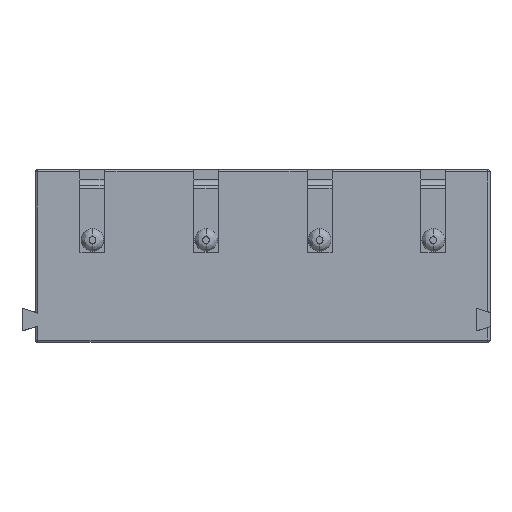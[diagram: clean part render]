
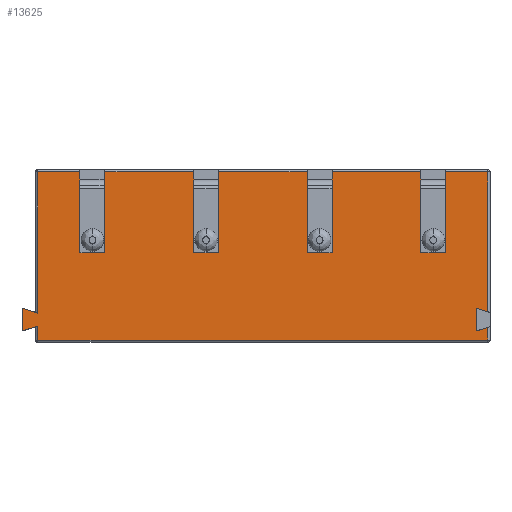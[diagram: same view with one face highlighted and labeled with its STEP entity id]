
A CAD part, front view. The second image highlights one B-rep face of the part: STEP entity #13625.
In plain terms, the highlighted planar face has unit normal (0, -1, 0).
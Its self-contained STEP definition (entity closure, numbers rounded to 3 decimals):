
#3626=DIRECTION('',(0.,0.,1.));
#3627=VECTOR('',#3626,0.617);
#3628=CARTESIAN_POINT('',(-9.9,-5.,-4.4));
#3629=LINE('',#3628,#3627);
#3633=DIRECTION('',(0.,0.,1.));
#3634=VECTOR('',#3633,1.);
#3635=CARTESIAN_POINT('',(-10.6,-5.,-4.));
#3636=LINE('',#3635,#3634);
#3640=DIRECTION('',(0.,0.,1.));
#3641=VECTOR('',#3640,6.217);
#3642=CARTESIAN_POINT('',(-9.9,-5.,-3.217));
#3643=LINE('',#3642,#3641);
#3647=DIRECTION('',(-1.,0.,0.));
#3648=VECTOR('',#3647,1.85);
#3649=CARTESIAN_POINT('',(-8.05,-5.,3.));
#3650=LINE('',#3649,#3648);
#3654=DIRECTION('',(0.,0.,-1.));
#3655=VECTOR('',#3654,3.55);
#3656=CARTESIAN_POINT('',(-8.05,-5.,3.));
#3657=LINE('',#3656,#3655);
#3661=DIRECTION('',(1.,0.,0.));
#3662=VECTOR('',#3661,1.1);
#3663=CARTESIAN_POINT('',(-8.05,-5.,-0.55));
#3664=LINE('',#3663,#3662);
#3668=DIRECTION('',(0.,0.,-1.));
#3669=VECTOR('',#3668,3.55);
#3670=CARTESIAN_POINT('',(-6.95,-5.,3.));
#3671=LINE('',#3670,#3669);
#3675=DIRECTION('',(-1.,0.,0.));
#3676=VECTOR('',#3675,3.9);
#3677=CARTESIAN_POINT('',(-3.05,-5.,3.));
#3678=LINE('',#3677,#3676);
#3682=DIRECTION('',(0.,0.,-1.));
#3683=VECTOR('',#3682,3.55);
#3684=CARTESIAN_POINT('',(-3.05,-5.,3.));
#3685=LINE('',#3684,#3683);
#3689=DIRECTION('',(1.,0.,0.));
#3690=VECTOR('',#3689,1.1);
#3691=CARTESIAN_POINT('',(-3.05,-5.,-0.55));
#3692=LINE('',#3691,#3690);
#3696=DIRECTION('',(0.,0.,-1.));
#3697=VECTOR('',#3696,3.55);
#3698=CARTESIAN_POINT('',(-1.95,-5.,3.));
#3699=LINE('',#3698,#3697);
#3703=DIRECTION('',(-1.,0.,0.));
#3704=VECTOR('',#3703,3.9);
#3705=CARTESIAN_POINT('',(1.95,-5.,3.));
#3706=LINE('',#3705,#3704);
#3710=DIRECTION('',(0.,0.,-1.));
#3711=VECTOR('',#3710,3.55);
#3712=CARTESIAN_POINT('',(1.95,-5.,3.));
#3713=LINE('',#3712,#3711);
#3717=DIRECTION('',(1.,0.,0.));
#3718=VECTOR('',#3717,1.1);
#3719=CARTESIAN_POINT('',(1.95,-5.,-0.55));
#3720=LINE('',#3719,#3718);
#3724=DIRECTION('',(0.,0.,-1.));
#3725=VECTOR('',#3724,3.55);
#3726=CARTESIAN_POINT('',(3.05,-5.,3.));
#3727=LINE('',#3726,#3725);
#3731=DIRECTION('',(-1.,0.,0.));
#3732=VECTOR('',#3731,3.9);
#3733=CARTESIAN_POINT('',(6.95,-5.,3.));
#3734=LINE('',#3733,#3732);
#3738=DIRECTION('',(0.,0.,-1.));
#3739=VECTOR('',#3738,3.55);
#3740=CARTESIAN_POINT('',(6.95,-5.,3.));
#3741=LINE('',#3740,#3739);
#3745=DIRECTION('',(1.,0.,0.));
#3746=VECTOR('',#3745,1.1);
#3747=CARTESIAN_POINT('',(6.95,-5.,-0.55));
#3748=LINE('',#3747,#3746);
#3752=DIRECTION('',(0.,0.,-1.));
#3753=VECTOR('',#3752,3.55);
#3754=CARTESIAN_POINT('',(8.05,-5.,3.));
#3755=LINE('',#3754,#3753);
#3759=DIRECTION('',(-1.,0.,0.));
#3760=VECTOR('',#3759,1.85);
#3761=CARTESIAN_POINT('',(9.9,-5.,3.));
#3762=LINE('',#3761,#3760);
#3766=DIRECTION('',(0.,0.,-1.));
#3767=VECTOR('',#3766,6.155);
#3768=CARTESIAN_POINT('',(9.9,-5.,3.));
#3769=LINE('',#3768,#3767);
#3773=DIRECTION('',(-0.955,0.,0.296));
#3774=VECTOR('',#3773,0.523);
#3775=CARTESIAN_POINT('',(9.9,-5.,-3.155));
#3776=LINE('',#3775,#3774);
#3780=DIRECTION('',(0.,0.,-1.));
#3781=VECTOR('',#3780,1.);
#3782=CARTESIAN_POINT('',(9.4,-5.,-3.));
#3783=LINE('',#3782,#3781);
#3787=DIRECTION('',(0.955,0.,0.296));
#3788=VECTOR('',#3787,0.523);
#3789=CARTESIAN_POINT('',(9.4,-5.,-4.));
#3790=LINE('',#3789,#3788);
#3794=DIRECTION('',(0.,0.,-1.));
#3795=VECTOR('',#3794,0.555);
#3796=CARTESIAN_POINT('',(9.9,-5.,-3.845));
#3797=LINE('',#3796,#3795);
#3801=DIRECTION('',(-1.,0.,0.));
#3802=VECTOR('',#3801,19.8);
#3803=CARTESIAN_POINT('',(9.9,-5.,-4.4));
#3804=LINE('',#3803,#3802);
#3829=DIRECTION('',(0.955,0.,0.296));
#3830=VECTOR('',#3829,0.733);
#3831=CARTESIAN_POINT('',(-10.6,-5.,-4.));
#3832=LINE('',#3831,#3830);
#3857=DIRECTION('',(-0.955,0.,0.296));
#3858=VECTOR('',#3857,0.733);
#3859=CARTESIAN_POINT('',(-9.9,-5.,-3.217));
#3860=LINE('',#3859,#3858);
#3871=CARTESIAN_POINT('',(-9.9,-5.,-3.217));
#4136=CARTESIAN_POINT('',(9.9,-5.,-3.155));
#8117=CARTESIAN_POINT('',(-8.05,-5.,-0.55));
#8118=CARTESIAN_POINT('',(-6.95,-5.,-0.55));
#8119=VERTEX_POINT('',#8117);
#8120=VERTEX_POINT('',#8118);
#8333=CARTESIAN_POINT('',(-3.05,-5.,-0.55));
#8334=CARTESIAN_POINT('',(-1.95,-5.,-0.55));
#8335=VERTEX_POINT('',#8333);
#8336=VERTEX_POINT('',#8334);
#8533=CARTESIAN_POINT('',(-1.95,-5.,3.));
#8535=VERTEX_POINT('',#8533);
#8539=CARTESIAN_POINT('',(1.95,-5.,3.));
#8540=VERTEX_POINT('',#8539);
#8541=CARTESIAN_POINT('',(-6.95,-5.,3.));
#8543=VERTEX_POINT('',#8541);
#8547=CARTESIAN_POINT('',(-3.05,-5.,3.));
#8548=VERTEX_POINT('',#8547);
#8553=CARTESIAN_POINT('',(6.95,-5.,3.));
#8554=CARTESIAN_POINT('',(3.05,-5.,3.));
#8555=VERTEX_POINT('',#8553);
#8556=VERTEX_POINT('',#8554);
#8559=CARTESIAN_POINT('',(-8.05,-5.,3.));
#8560=VERTEX_POINT('',#8559);
#8591=CARTESIAN_POINT('',(-9.9,-5.,-4.4));
#8592=VERTEX_POINT('',#8591);
#8595=CARTESIAN_POINT('',(-9.9,-5.,-3.783));
#8596=VERTEX_POINT('',#8595);
#8625=CARTESIAN_POINT('',(9.9,-5.,-3.845));
#8626=CARTESIAN_POINT('',(9.9,-5.,-4.4));
#8627=VERTEX_POINT('',#8625);
#8628=VERTEX_POINT('',#8626);
#8645=VERTEX_POINT('',#3871);
#8679=CARTESIAN_POINT('',(-10.6,-5.,-4.));
#8680=CARTESIAN_POINT('',(-10.6,-5.,-3.));
#8681=VERTEX_POINT('',#8679);
#8682=VERTEX_POINT('',#8680);
#8699=CARTESIAN_POINT('',(9.4,-5.,-3.));
#8700=CARTESIAN_POINT('',(9.4,-5.,-4.));
#8701=VERTEX_POINT('',#8699);
#8702=VERTEX_POINT('',#8700);
#8703=CARTESIAN_POINT('',(-9.9,-5.,3.));
#8704=VERTEX_POINT('',#8703);
#8706=VERTEX_POINT('',#4136);
#8707=CARTESIAN_POINT('',(9.9,-5.,3.));
#8708=VERTEX_POINT('',#8707);
#8903=CARTESIAN_POINT('',(8.05,-5.,3.));
#8904=VERTEX_POINT('',#8903);
#8953=CARTESIAN_POINT('',(1.95,-5.,-0.55));
#8954=CARTESIAN_POINT('',(3.05,-5.,-0.55));
#8955=VERTEX_POINT('',#8953);
#8956=VERTEX_POINT('',#8954);
#9009=CARTESIAN_POINT('',(6.95,-5.,-0.55));
#9010=CARTESIAN_POINT('',(8.05,-5.,-0.55));
#9011=VERTEX_POINT('',#9009);
#9012=VERTEX_POINT('',#9010);
#13563=CARTESIAN_POINT('',(-10.,-5.,3.1));
#13564=DIRECTION('',(0.,-1.,0.));
#13565=DIRECTION('',(0.,0.,-1.));
#13566=AXIS2_PLACEMENT_3D('',#13563,#13564,#13565);
#13567=PLANE('',#13566);
#13569=ORIENTED_EDGE('',*,*,#13568,.T.);
#13571=ORIENTED_EDGE('',*,*,#13570,.F.);
#13573=ORIENTED_EDGE('',*,*,#13572,.T.);
#13575=ORIENTED_EDGE('',*,*,#13574,.F.);
#13577=ORIENTED_EDGE('',*,*,#13576,.T.);
#13579=ORIENTED_EDGE('',*,*,#13578,.F.);
#13581=ORIENTED_EDGE('',*,*,#13580,.T.);
#13583=ORIENTED_EDGE('',*,*,#13582,.T.);
#13585=ORIENTED_EDGE('',*,*,#13584,.F.);
#13587=ORIENTED_EDGE('',*,*,#13586,.F.);
#13589=ORIENTED_EDGE('',*,*,#13588,.T.);
#13591=ORIENTED_EDGE('',*,*,#13590,.T.);
#13593=ORIENTED_EDGE('',*,*,#13592,.F.);
#13595=ORIENTED_EDGE('',*,*,#13594,.F.);
#13597=ORIENTED_EDGE('',*,*,#13596,.T.);
#13599=ORIENTED_EDGE('',*,*,#13598,.T.);
#13601=ORIENTED_EDGE('',*,*,#13600,.F.);
#13603=ORIENTED_EDGE('',*,*,#13602,.F.);
#13605=ORIENTED_EDGE('',*,*,#13604,.T.);
#13607=ORIENTED_EDGE('',*,*,#13606,.T.);
#13609=ORIENTED_EDGE('',*,*,#13608,.F.);
#13611=ORIENTED_EDGE('',*,*,#13610,.F.);
#13613=ORIENTED_EDGE('',*,*,#13612,.T.);
#13615=ORIENTED_EDGE('',*,*,#13614,.T.);
#13617=ORIENTED_EDGE('',*,*,#13616,.T.);
#13619=ORIENTED_EDGE('',*,*,#13618,.T.);
#13621=ORIENTED_EDGE('',*,*,#13620,.T.);
#13622=ORIENTED_EDGE('',*,*,#13543,.T.);
#13623=EDGE_LOOP('',(#13569,#13571,#13573,#13575,#13577,#13579,#13581,#13583,
#13585,#13587,#13589,#13591,#13593,#13595,#13597,#13599,#13601,#13603,#13605,
#13607,#13609,#13611,#13613,#13615,#13617,#13619,#13621,#13622));
#13624=FACE_OUTER_BOUND('',#13623,.F.);
#13625=ADVANCED_FACE('',(#13624),#13567,.T.);
#13543=EDGE_CURVE('',#8628,#8592,#3804,.T.);
#13568=EDGE_CURVE('',#8592,#8596,#3629,.T.);
#13570=EDGE_CURVE('',#8681,#8596,#3832,.T.);
#13572=EDGE_CURVE('',#8681,#8682,#3636,.T.);
#13574=EDGE_CURVE('',#8645,#8682,#3860,.T.);
#13576=EDGE_CURVE('',#8645,#8704,#3643,.T.);
#13578=EDGE_CURVE('',#8560,#8704,#3650,.T.);
#13580=EDGE_CURVE('',#8560,#8119,#3657,.T.);
#13582=EDGE_CURVE('',#8119,#8120,#3664,.T.);
#13584=EDGE_CURVE('',#8543,#8120,#3671,.T.);
#13586=EDGE_CURVE('',#8548,#8543,#3678,.T.);
#13588=EDGE_CURVE('',#8548,#8335,#3685,.T.);
#13590=EDGE_CURVE('',#8335,#8336,#3692,.T.);
#13592=EDGE_CURVE('',#8535,#8336,#3699,.T.);
#13594=EDGE_CURVE('',#8540,#8535,#3706,.T.);
#13596=EDGE_CURVE('',#8540,#8955,#3713,.T.);
#13598=EDGE_CURVE('',#8955,#8956,#3720,.T.);
#13600=EDGE_CURVE('',#8556,#8956,#3727,.T.);
#13602=EDGE_CURVE('',#8555,#8556,#3734,.T.);
#13604=EDGE_CURVE('',#8555,#9011,#3741,.T.);
#13606=EDGE_CURVE('',#9011,#9012,#3748,.T.);
#13608=EDGE_CURVE('',#8904,#9012,#3755,.T.);
#13610=EDGE_CURVE('',#8708,#8904,#3762,.T.);
#13612=EDGE_CURVE('',#8708,#8706,#3769,.T.);
#13614=EDGE_CURVE('',#8706,#8701,#3776,.T.);
#13616=EDGE_CURVE('',#8701,#8702,#3783,.T.);
#13618=EDGE_CURVE('',#8702,#8627,#3790,.T.);
#13620=EDGE_CURVE('',#8627,#8628,#3797,.T.);
